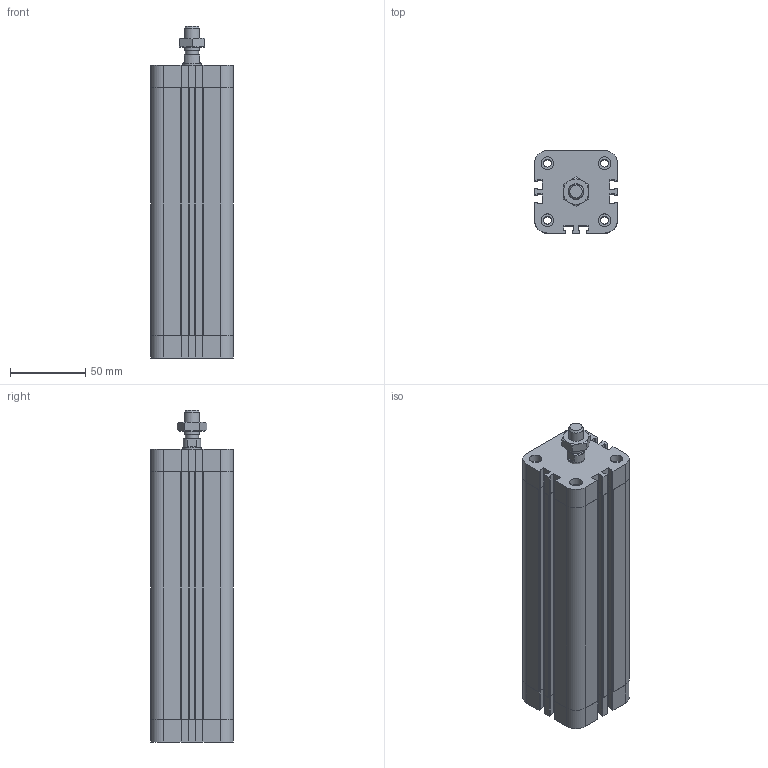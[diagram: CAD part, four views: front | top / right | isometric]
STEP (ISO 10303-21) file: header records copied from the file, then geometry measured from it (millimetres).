
FILE_DESCRIPTION((''),'2;1');
FILE_NAME('154#_40_0150_02_#-01.iam.step','2011-03-29T10:38:43',(''),(''),'Autodesk Inventor 2011','Autodesk Inventor 2011','');
FILE_SCHEMA(('AUTOMOTIVE_DESIGN { 1 0 10303 214 1 1 1 1 }'));
Length unit declared in the file: millimetre
Products named in the file (6): 154#_40_0150_02_#-01; 1540_510; 1540_503_40_0150; 1540_531_40_0150; 1540_509; 1320_32_18F
Assembly tree (5 placements, depth 2):
  154#_40_0150_02_#-01
    1540_510
    1540_503_40_0150
    1540_531_40_0150
    1540_509
    1320_32_18F
Bounding box: 55 x 55 x 221 mm (x, y, z)
Volume: 355702 mm3; surface area: 114470.4 mm2
Topology: 5 solids, 5 shells, 299 faces, 812 edges, 536 vertices
Faces by surface type: plane 189, cylinder 91, cone 19
Full cylindrical faces by diameter (mm): 5.1 x12, 8.5 x8, 8.7 x3, 8.75 x1, 9 x1, 10 x2, 11.8 x1, 12 x1, 40 x2
Entity records: 9516 total; most frequent: CARTESIAN_POINT 1670, DIRECTION 1566, ORIENTED_EDGE 1544, EDGE_CURVE 772, VECTOR 542, LINE 542, VERTEX_POINT 532, AXIS2_PLACEMENT_3D 512
